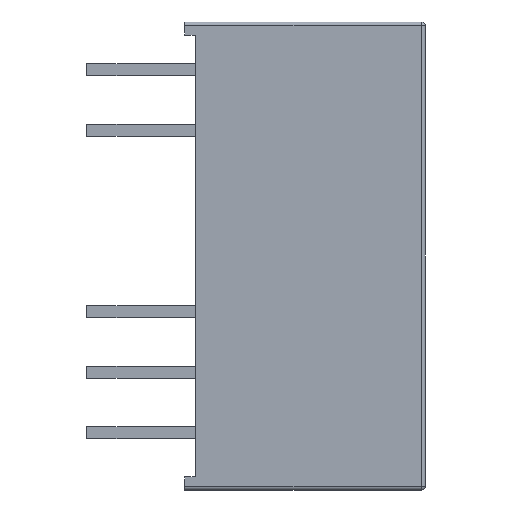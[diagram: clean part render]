
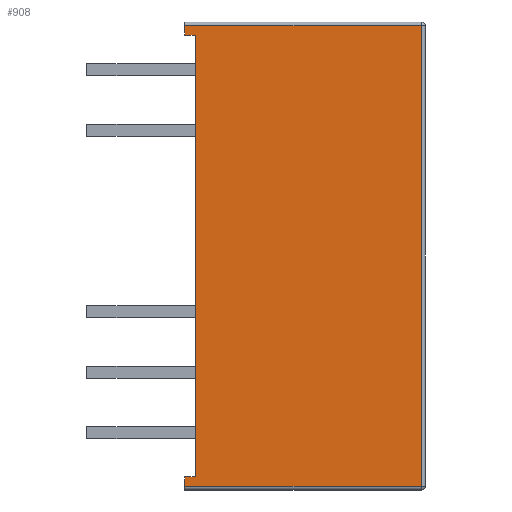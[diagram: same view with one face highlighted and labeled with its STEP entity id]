
A CAD part, left-side view. The second image highlights one B-rep face of the part: STEP entity #908.
In plain terms, the highlighted planar face has unit normal (-1, 0, 0).
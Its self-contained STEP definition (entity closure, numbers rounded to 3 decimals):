
#110=CARTESIAN_POINT('',(-3.525,0.15,-9.675));
#111=VERTEX_POINT('',#110);
#256=CARTESIAN_POINT('',(-3.525,0.15,9.675));
#257=VERTEX_POINT('',#256);
#313=CARTESIAN_POINT('',(-3.525,10.1,9.675));
#314=VERTEX_POINT('',#313);
#322=CARTESIAN_POINT('',(-3.525,10.1,9.675));
#323=DIRECTION('',(0.0,-1.0,0.0));
#324=VECTOR('',#323,9.95);
#325=LINE('',#322,#324);
#326=EDGE_CURVE('',#314,#257,#325,.T.);
#351=CARTESIAN_POINT('',(-3.525,0.15,9.675));
#352=DIRECTION('',(0.0,0.0,-1.0));
#353=VECTOR('',#352,19.35);
#354=LINE('',#351,#353);
#355=EDGE_CURVE('',#257,#111,#354,.T.);
#365=CARTESIAN_POINT('',(-3.525,10.1,-9.675));
#366=VERTEX_POINT('',#365);
#383=CARTESIAN_POINT('',(-3.525,0.15,-9.675));
#384=DIRECTION('',(0.0,1.0,0.0));
#385=VECTOR('',#384,9.95);
#386=LINE('',#383,#385);
#387=EDGE_CURVE('',#111,#366,#386,.T.);
#507=CARTESIAN_POINT('',(-3.525,9.65,9.275));
#508=VERTEX_POINT('',#507);
#509=CARTESIAN_POINT('',(-3.525,9.65,-9.275));
#510=VERTEX_POINT('',#509);
#511=CARTESIAN_POINT('',(-3.525,9.65,9.275));
#512=DIRECTION('',(0.0,0.0,-1.0));
#513=VECTOR('',#512,18.55);
#514=LINE('',#511,#513);
#515=EDGE_CURVE('',#508,#510,#514,.T.);
#811=CARTESIAN_POINT('',(-3.525,10.1,9.275));
#812=VERTEX_POINT('',#811);
#813=CARTESIAN_POINT('',(-3.525,10.1,9.275));
#814=DIRECTION('',(0.0,-1.0,0.0));
#815=VECTOR('',#814,0.45);
#816=LINE('',#813,#815);
#817=EDGE_CURVE('',#812,#508,#816,.T.);
#876=CARTESIAN_POINT('',(-3.525,0.0,9.825));
#877=DIRECTION('',(-1.0,0.0,0.0));
#878=DIRECTION('',(0.0,0.0,1.0));
#879=AXIS2_PLACEMENT_3D('',#876,#877,#878);
#880=PLANE('',#879);
#881=ORIENTED_EDGE('',*,*,#326,.F.);
#882=CARTESIAN_POINT('',(-3.525,10.1,9.675));
#883=DIRECTION('',(0.0,0.0,-1.0));
#884=VECTOR('',#883,0.4);
#885=LINE('',#882,#884);
#886=EDGE_CURVE('',#314,#812,#885,.T.);
#887=ORIENTED_EDGE('',*,*,#886,.T.);
#888=ORIENTED_EDGE('',*,*,#817,.T.);
#889=ORIENTED_EDGE('',*,*,#515,.T.);
#890=CARTESIAN_POINT('',(-3.525,10.1,-9.275));
#891=VERTEX_POINT('',#890);
#892=CARTESIAN_POINT('',(-3.525,9.65,-9.275));
#893=DIRECTION('',(0.0,1.0,0.0));
#894=VECTOR('',#893,0.45);
#895=LINE('',#892,#894);
#896=EDGE_CURVE('',#510,#891,#895,.T.);
#897=ORIENTED_EDGE('',*,*,#896,.T.);
#898=CARTESIAN_POINT('',(-3.525,10.1,-9.275));
#899=DIRECTION('',(0.0,0.0,-1.0));
#900=VECTOR('',#899,0.4);
#901=LINE('',#898,#900);
#902=EDGE_CURVE('',#891,#366,#901,.T.);
#903=ORIENTED_EDGE('',*,*,#902,.T.);
#904=ORIENTED_EDGE('',*,*,#387,.F.);
#905=ORIENTED_EDGE('',*,*,#355,.F.);
#906=EDGE_LOOP('',(#881,#887,#888,#889,#897,#903,#904,#905));
#907=FACE_OUTER_BOUND('',#906,.T.);
#908=ADVANCED_FACE('',(#907),#880,.T.);
